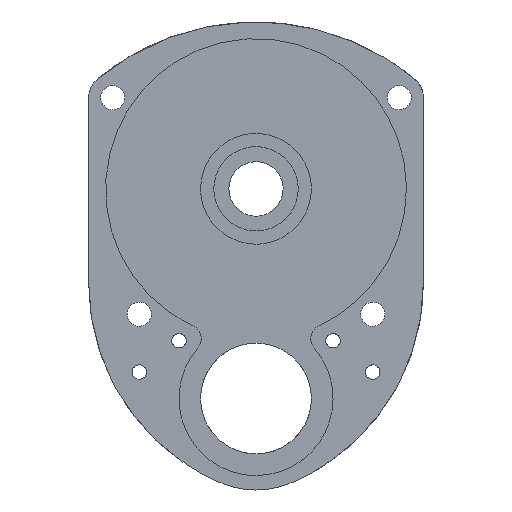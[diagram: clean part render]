
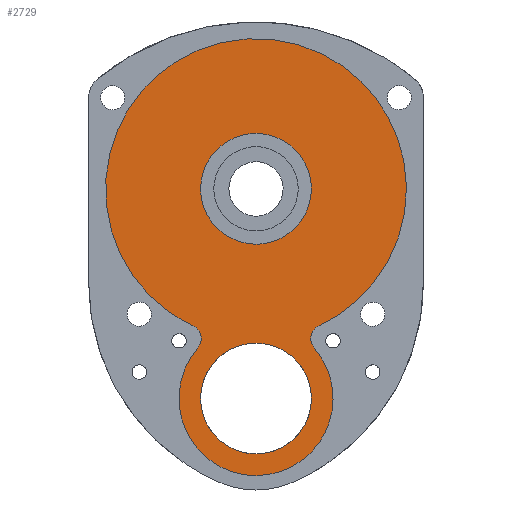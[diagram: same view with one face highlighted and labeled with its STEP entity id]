
A CAD part, front view. The second image highlights one B-rep face of the part: STEP entity #2729.
In plain terms, the highlighted free-form (B-spline) face has degree [1, 1] with [2, 2] control points.
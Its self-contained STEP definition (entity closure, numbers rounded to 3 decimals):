
#67 = VERTEX_POINT('',#68);
#68 = CARTESIAN_POINT('',(0.,26.,-66.864));
#86 = VERTEX_POINT('',#87);
#87 = CARTESIAN_POINT('',(0.,26.,
    -133.309));
#92 = EDGE_CURVE('',#86,#67,#93,.T.);
#93 = ( BOUNDED_CURVE() B_SPLINE_CURVE(2,(#94,#95,#96,#97,#98),
.UNSPECIFIED.,.F.,.F.) B_SPLINE_CURVE_WITH_KNOTS((3,2,3),(3.142,
4.712,6.283),.PIECEWISE_BEZIER_KNOTS.) CURVE() 
GEOMETRIC_REPRESENTATION_ITEM() RATIONAL_B_SPLINE_CURVE((1.,
0.707,1.,0.707,1.)) REPRESENTATION_ITEM('') );
#94 = CARTESIAN_POINT('',(0.,26.,
    -133.309));
#95 = CARTESIAN_POINT('',(-33.222,26.,
    -133.309));
#96 = CARTESIAN_POINT('',(-33.222,26.,
    -100.087));
#97 = CARTESIAN_POINT('',(-33.222,26.,
    -66.864));
#98 = CARTESIAN_POINT('',(0.,26.,
    -66.864));
#1740 = VERTEX_POINT('',#1741);
#1741 = CARTESIAN_POINT('',(0.,26.,
    -259.135));
#1746 = EDGE_CURVE('',#1747,#1740,#1749,.T.);
#1747 = VERTEX_POINT('',#1748);
#1748 = CARTESIAN_POINT('',(0.,26.,
    -192.69));
#1749 = ( BOUNDED_CURVE() B_SPLINE_CURVE(2,(#1750,#1751,#1752,#1753,
#1754),.UNSPECIFIED.,.F.,.F.) B_SPLINE_CURVE_WITH_KNOTS((3,2,3),(
    3.142,4.712,6.283),
.PIECEWISE_BEZIER_KNOTS.) CURVE() GEOMETRIC_REPRESENTATION_ITEM() 
RATIONAL_B_SPLINE_CURVE((1.,0.707,1.,0.707,1.)) 
REPRESENTATION_ITEM('') );
#1750 = CARTESIAN_POINT('',(0.,26.,
    -192.69));
#1751 = CARTESIAN_POINT('',(-33.222,26.,
    -192.69));
#1752 = CARTESIAN_POINT('',(-33.222,26.,
    -225.912));
#1753 = CARTESIAN_POINT('',(-33.222,26.,
    -259.135));
#1754 = CARTESIAN_POINT('',(0.,26.,
    -259.135));
#1830 = VERTEX_POINT('',#1831);
#1831 = CARTESIAN_POINT('',(34.988,26.,
    -195.707));
#1847 = VERTEX_POINT('',#1848);
#1848 = CARTESIAN_POINT('',(0.,26.,
    -272.135));
#1853 = EDGE_CURVE('',#1847,#1830,#1854,.T.);
#1854 = ( BOUNDED_CURVE() B_SPLINE_CURVE(2,(#1855,#1856,#1857),
.UNSPECIFIED.,.F.,.F.) B_SPLINE_CURVE_WITH_KNOTS((3,3),(0.,
2.283),.PIECEWISE_BEZIER_KNOTS.) CURVE() 
GEOMETRIC_REPRESENTATION_ITEM() RATIONAL_B_SPLINE_CURVE((1.,
0.416,1.)) REPRESENTATION_ITEM('') );
#1855 = CARTESIAN_POINT('',(0.,26.,
    -272.135));
#1856 = CARTESIAN_POINT('',(100.967,26.,
    -272.135));
#1857 = CARTESIAN_POINT('',(34.988,26.,
    -195.707));
#2629 = VERTEX_POINT('',#2630);
#2630 = CARTESIAN_POINT('',(-34.988,26.,
    -195.707));
#2635 = EDGE_CURVE('',#2636,#2629,#2638,.T.);
#2636 = VERTEX_POINT('',#2637);
#2637 = CARTESIAN_POINT('',(-37.909,26.,
    -182.178));
#2638 = ( BOUNDED_CURVE() B_SPLINE_CURVE(2,(#2639,#2640,#2641),
.UNSPECIFIED.,.F.,.F.) B_SPLINE_CURVE_WITH_KNOTS((3,3),(3.575,
5.425),.PIECEWISE_BEZIER_KNOTS.) CURVE() 
GEOMETRIC_REPRESENTATION_ITEM() RATIONAL_B_SPLINE_CURVE((1.,
0.602,1.)) REPRESENTATION_ITEM('') );
#2639 = CARTESIAN_POINT('',(-37.909,26.,
    -182.178));
#2640 = CARTESIAN_POINT('',(-27.476,26.,
    -187.005));
#2641 = CARTESIAN_POINT('',(-34.988,26.,
    -195.707));
#2659 = VERTEX_POINT('',#2660);
#2660 = CARTESIAN_POINT('',(37.909,26.,
    -182.178));
#2665 = EDGE_CURVE('',#2659,#2636,#2666,.T.);
#2666 = ( BOUNDED_CURVE() B_SPLINE_CURVE(2,(#2667,#2668,#2669,#2670,
#2671,#2672,#2673),.UNSPECIFIED.,.F.,.F.) B_SPLINE_CURVE_WITH_KNOTS((3,2
    ,2,3),(0.433,2.239,4.044,5.85),
.PIECEWISE_BEZIER_KNOTS.) CURVE() GEOMETRIC_REPRESENTATION_ITEM() 
RATIONAL_B_SPLINE_CURVE((1.,0.619,1.,0.619,1.,
0.619,1.)) REPRESENTATION_ITEM('') );
#2667 = CARTESIAN_POINT('',(37.909,26.,
    -182.178));
#2668 = CARTESIAN_POINT('',(141.742,26.,
    -134.136));
#2669 = CARTESIAN_POINT('',(70.871,26.,
    -44.322));
#2670 = CARTESIAN_POINT('',(0.,26.,
    45.493));
#2671 = CARTESIAN_POINT('',(-70.871,26.,
    -44.322));
#2672 = CARTESIAN_POINT('',(-141.742,26.,
    -134.136));
#2673 = CARTESIAN_POINT('',(-37.909,26.,
    -182.178));
#2697 = EDGE_CURVE('',#1830,#2659,#2698,.T.);
#2698 = ( BOUNDED_CURVE() B_SPLINE_CURVE(2,(#2699,#2700,#2701),
.UNSPECIFIED.,.F.,.F.) B_SPLINE_CURVE_WITH_KNOTS((3,3),(0.859,
2.708),.PIECEWISE_BEZIER_KNOTS.) CURVE() 
GEOMETRIC_REPRESENTATION_ITEM() RATIONAL_B_SPLINE_CURVE((1.,
0.602,1.)) REPRESENTATION_ITEM('') );
#2699 = CARTESIAN_POINT('',(34.988,26.,
    -195.707));
#2700 = CARTESIAN_POINT('',(27.476,26.,
    -187.005));
#2701 = CARTESIAN_POINT('',(37.909,26.,
    -182.178));
#2716 = EDGE_CURVE('',#2629,#1847,#2717,.T.);
#2717 = ( BOUNDED_CURVE() B_SPLINE_CURVE(2,(#2718,#2719,#2720),
.UNSPECIFIED.,.F.,.F.) B_SPLINE_CURVE_WITH_KNOTS((3,3),(4.,
6.283),.PIECEWISE_BEZIER_KNOTS.) CURVE() 
GEOMETRIC_REPRESENTATION_ITEM() RATIONAL_B_SPLINE_CURVE((1.,
0.416,1.)) REPRESENTATION_ITEM('') );
#2718 = CARTESIAN_POINT('',(-34.988,26.,
    -195.707));
#2719 = CARTESIAN_POINT('',(-100.967,26.,
    -272.135));
#2720 = CARTESIAN_POINT('',(0.,26.,
    -272.135));
#2729 = ADVANCED_FACE('',(#2730,#2741,#2752),#2759,.T.);
#2730 = FACE_BOUND('',#2731,.T.);
#2731 = EDGE_LOOP('',(#2732,#2740));
#2732 = ORIENTED_EDGE('',*,*,#2733,.T.);
#2733 = EDGE_CURVE('',#67,#86,#2734,.T.);
#2734 = ( BOUNDED_CURVE() B_SPLINE_CURVE(2,(#2735,#2736,#2737,#2738,
#2739),.UNSPECIFIED.,.F.,.F.) B_SPLINE_CURVE_WITH_KNOTS((3,2,3),(0.,
1.571,3.142),.PIECEWISE_BEZIER_KNOTS.) CURVE() 
GEOMETRIC_REPRESENTATION_ITEM() RATIONAL_B_SPLINE_CURVE((1.,
0.707,1.,0.707,1.)) REPRESENTATION_ITEM('') );
#2735 = CARTESIAN_POINT('',(0.,26.,-66.864));
#2736 = CARTESIAN_POINT('',(33.222,26.,
    -66.864));
#2737 = CARTESIAN_POINT('',(33.222,26.,
    -100.087));
#2738 = CARTESIAN_POINT('',(33.222,26.,
    -133.309));
#2739 = CARTESIAN_POINT('',(0.,26.,
    -133.309));
#2740 = ORIENTED_EDGE('',*,*,#92,.T.);
#2741 = FACE_BOUND('',#2742,.T.);
#2742 = EDGE_LOOP('',(#2743,#2751));
#2743 = ORIENTED_EDGE('',*,*,#2744,.F.);
#2744 = EDGE_CURVE('',#1740,#1747,#2745,.T.);
#2745 = ( BOUNDED_CURVE() B_SPLINE_CURVE(2,(#2746,#2747,#2748,#2749,
#2750),.UNSPECIFIED.,.F.,.F.) B_SPLINE_CURVE_WITH_KNOTS((3,2,3),(0.,
1.571,3.142),.PIECEWISE_BEZIER_KNOTS.) CURVE() 
GEOMETRIC_REPRESENTATION_ITEM() RATIONAL_B_SPLINE_CURVE((1.,
0.707,1.,0.707,1.)) REPRESENTATION_ITEM('') );
#2746 = CARTESIAN_POINT('',(0.,26.,
    -259.135));
#2747 = CARTESIAN_POINT('',(33.222,26.,
    -259.135));
#2748 = CARTESIAN_POINT('',(33.222,26.,
    -225.912));
#2749 = CARTESIAN_POINT('',(33.222,26.,
    -192.69));
#2750 = CARTESIAN_POINT('',(0.,26.,
    -192.69));
#2751 = ORIENTED_EDGE('',*,*,#1746,.F.);
#2752 = FACE_BOUND('',#2753,.T.);
#2753 = EDGE_LOOP('',(#2754,#2755,#2756,#2757,#2758));
#2754 = ORIENTED_EDGE('',*,*,#2635,.T.);
#2755 = ORIENTED_EDGE('',*,*,#2716,.T.);
#2756 = ORIENTED_EDGE('',*,*,#1853,.T.);
#2757 = ORIENTED_EDGE('',*,*,#2697,.T.);
#2758 = ORIENTED_EDGE('',*,*,#2665,.T.);
#2759 = B_SPLINE_SURFACE_WITH_KNOTS('',1,1,(
    (#2760,#2761)
    ,(#2762,#2763
    )),.UNSPECIFIED.,.F.,.F.,.F.,(2,2),(2,2),(-93.584,
    87.916),(-48.118,76.882),
  .PIECEWISE_BEZIER_KNOTS.);
#2760 = CARTESIAN_POINT('',(-90.278,26.,
    -9.967));
#2761 = CARTESIAN_POINT('',(90.278,26.,
    -9.967));
#2762 = CARTESIAN_POINT('',(-90.278,26.,
    -272.135));
#2763 = CARTESIAN_POINT('',(90.278,26.,
    -272.135));
